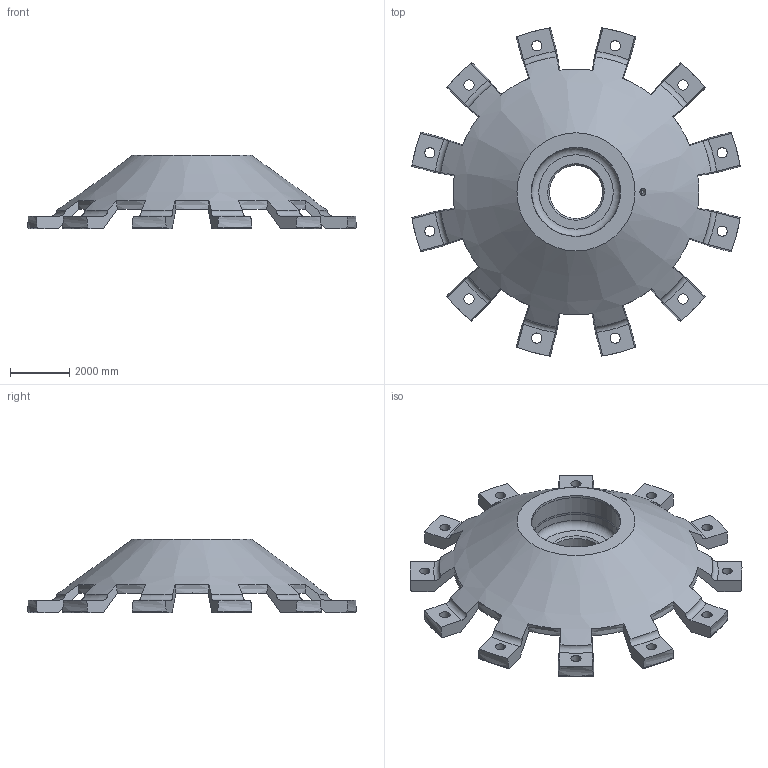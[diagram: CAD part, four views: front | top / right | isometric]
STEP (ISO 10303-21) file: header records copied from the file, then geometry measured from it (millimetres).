
FILE_DESCRIPTION(('produced by SPATIAL CORP'),'2;1');
FILE_NAME( '260012.step.hh.sat.stp','2002-04-22T10:02:24+00:00',('SPATIAL CORP'),('SPATIAL CORP'), 'ACIS STEP Husk','http://www.spatial.com','SPATIAL CORP');
FILE_SCHEMA(('CONFIG_CONTROL_DESIGN'));
Length unit declared in the file: millimetre
Products named in the file (1): PRODUCT_ID_1
Bounding box: 11113.68 x 11113.68 x 2500.11 mm (x, y, z)
Volume: 29612667552.2 mm3; surface area: 226498726.3 mm2
Topology: 1 solids, 1 shells, 147 faces, 438 edges, 295 vertices
Faces by surface type: cylinder 54, plane 53, torus 29, cone 11
Full cylindrical faces by diameter (mm): 159 x1, 250 x1, 1802 x1, 3009 x1, 3020 x1
Entity records: 7298 total; most frequent: CARTESIAN_POINT 3568, ORIENTED_EDGE 850, DIRECTION 713, EDGE_CURVE 425, AXIS2_PLACEMENT_3D 316, VERTEX_POINT 291, EDGE_LOOP 184, FACE_BOUND 184
